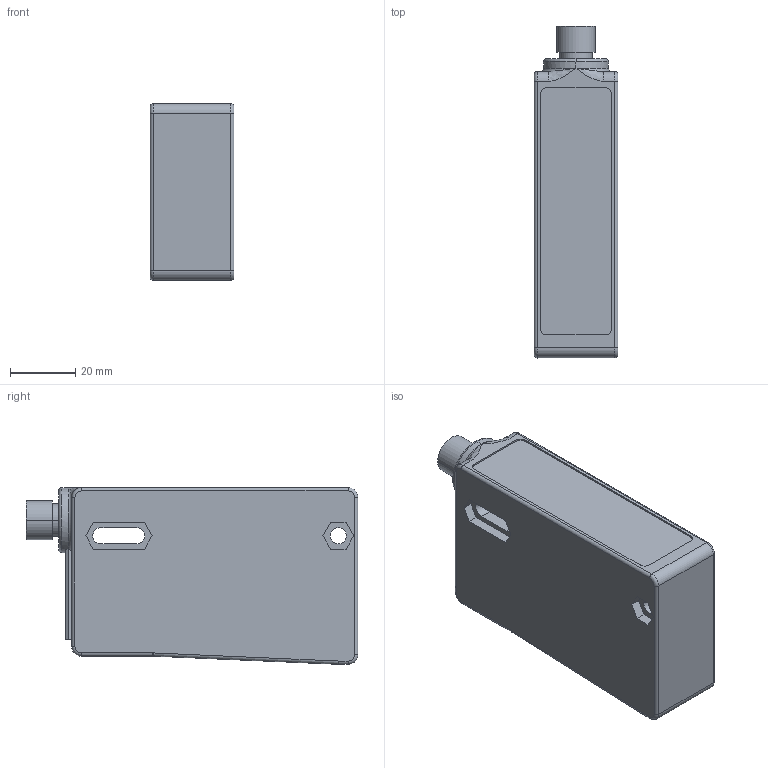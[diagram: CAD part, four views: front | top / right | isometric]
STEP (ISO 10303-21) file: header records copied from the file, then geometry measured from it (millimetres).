
FILE_DESCRIPTION((''),'2;1');
FILE_NAME('RL29_F400407B','2006-05-11T',('Pepperl+Fuchs'),('Industriehansa'),'PRO/ENGINEER BY PARAMETRIC TECHNOLOGY CORPORATION, 2005290','PRO/ENGINEER BY PARAMETRIC TECHNOLOGY CORPORATION, 2005290','');
FILE_SCHEMA(('AUTOMOTIVE_DESIGN_CC2 { 1 2 10303 214 -1 1 5 2 }'));
Length unit declared in the file: millimetre
Products named in the file (1): RL29_F400407B
Bounding box: 25.8 x 102 x 54.3 mm (x, y, z)
Volume: 117894.5 mm3; surface area: 18469.7 mm2
Topology: 1 solids, 1 shells, 108 faces, 281 edges, 202 vertices
Faces by surface type: plane 57, cylinder 33, torus 16, bspline 2
Entity records: 4496 total; most frequent: CARTESIAN_POINT 776, DIRECTION 573, ORIENTED_EDGE 520, PRESENTATION_STYLE_ASSIGNMENT 301, STYLED_ITEM 295, CURVE_STYLE 285, EDGE_CURVE 260, AXIS2_PLACEMENT_3D 193
